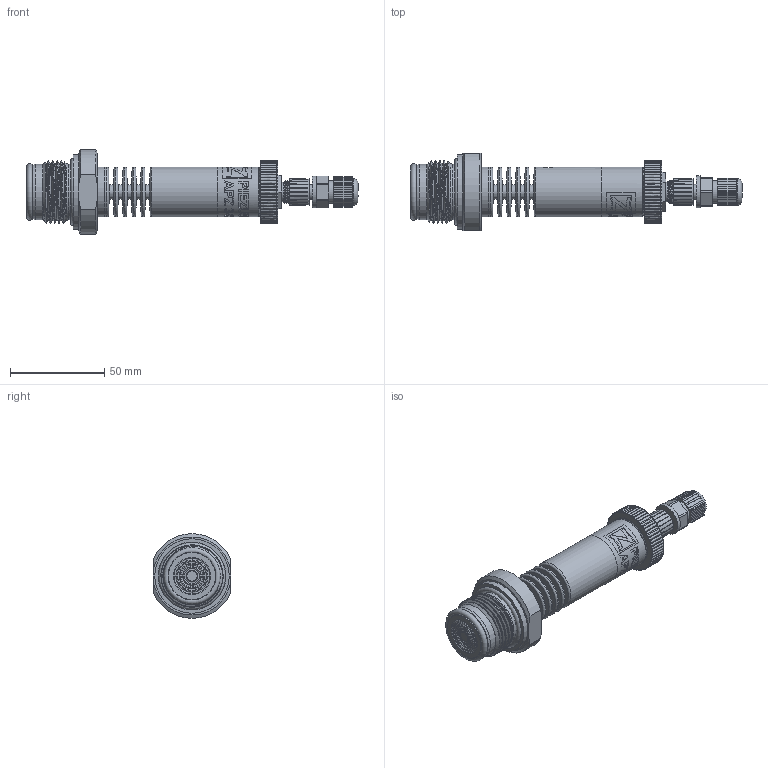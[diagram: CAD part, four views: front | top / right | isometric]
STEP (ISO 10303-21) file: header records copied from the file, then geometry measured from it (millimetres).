
FILE_DESCRIPTION(/* description */ (''),/* implementation_level */ '2;1');
FILE_NAME(/* name */ 'APZ3420s_G1-solidflush_radiator_4.step',/* time_stamp */ '2021-07-08T14:37:48+03:00',/* author */ (''),/* organization */ (''),/* preprocessor_version */ 'ST-DEVELOPER v18.1',/* originating_system */ 'Autodesk Translation Framework v10.9.0.1377',/* authorisation */ '');
FILE_SCHEMA (('AUTOMOTIVE_DESIGN { 1 0 10303 214 3 1 1 }'));
Products named in the file (8): АПЗ 3420S заполненная; OMAL nut M27x1.5; M12x1 male; Ш100.000.002; M12x1 female straight; shell radiator; shell 29 ; МР00-01.266.400.125 (Full G1DIN) v2
Assembly tree (7 placements, depth 2):
  АПЗ 3420S заполненная
    OMAL nut M27x1.5
    M12x1 male
    Ш100.000.002
    M12x1 female straight
    shell radiator
    shell 29 
    МР00-01.266.400.125 (Full G1DIN) v2
Bounding box: 176.55 x 41 x 45 mm (x, y, z)
Volume: 93027.5 mm3; surface area: 36205 mm2
Topology: 20 solids, 20 shells, 1029 faces, 2823 edges, 1888 vertices
Faces by surface type: bspline 493, plane 282, cylinder 158, cone 51, torus 45
Full cylindrical faces by diameter (mm): 1 x12, 1.5 x4, 2 x2, 7.183 x1, 7.3 x1, 7.5 x5, 8 x3, 8.2 x1, 10.293 x1, 10.6 x2, 10.741 x6, 11.884 x5, 12 x1, 14 x2, 14.137 x4, 14.526 x3, 15.85 x3, 16.203 x3, 17 x1, 21.4 x2, 22.3 x1, 22.5 x2, 24.5 x5, 25.132 x4, 25.437 x1, 25.526 x4, 26.5 x8, 27.208 x5, 29.5 x1, 29.6 x1
Entity records: 56997 total; most frequent: CARTESIAN_POINT 34323, ORIENTED_EDGE 5646, DIRECTION 3033, EDGE_CURVE 2823, VERTEX_POINT 1888, B_SPLINE_CURVE_WITH_KNOTS 1274, EDGE_LOOP 1103, LINE 1031
